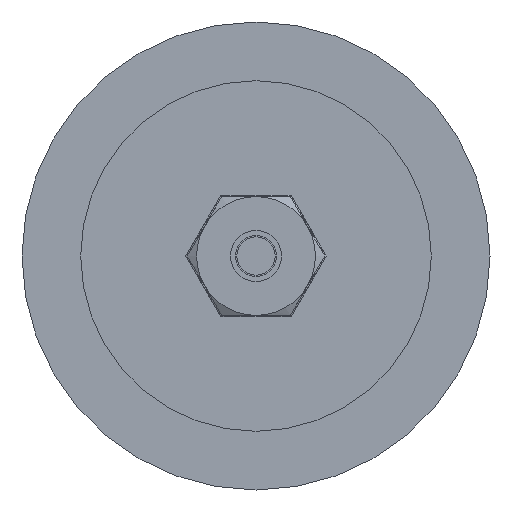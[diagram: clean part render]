
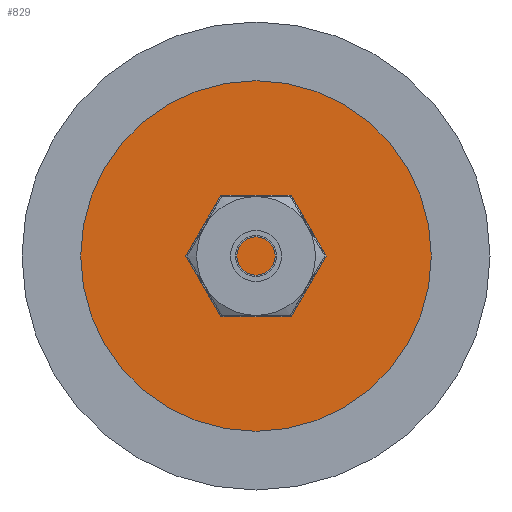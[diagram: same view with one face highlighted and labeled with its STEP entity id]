
A CAD part, front view. The second image highlights one B-rep face of the part: STEP entity #829.
In plain terms, the highlighted planar face has unit normal (0, -1, 0).
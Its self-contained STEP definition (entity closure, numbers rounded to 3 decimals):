
#129=PLANE('',#997);
#157=FACE_OUTER_BOUND('',#220,.T.);
#220=EDGE_LOOP('',(#592));
#339=CIRCLE('',#998,20.6);
#387=VERTEX_POINT('',#1385);
#462=EDGE_CURVE('',#387,#387,#339,.T.);
#592=ORIENTED_EDGE('',*,*,#462,.F.);
#829=ADVANCED_FACE('',(#157),#129,.T.);
#997=AXIS2_PLACEMENT_3D('',#1384,#1135,#1136);
#998=AXIS2_PLACEMENT_3D('',#1386,#1137,#1138);
#1135=DIRECTION('center_axis',(0.,-1.,0.));
#1136=DIRECTION('ref_axis',(0.,0.,-1.));
#1137=DIRECTION('center_axis',(0.,1.,0.));
#1138=DIRECTION('ref_axis',(1.,0.,0.));
#1384=CARTESIAN_POINT('Origin',(-20.6,2.5,0.));
#1385=CARTESIAN_POINT('',(20.6,2.5,0.));
#1386=CARTESIAN_POINT('Origin',(0.,2.5,0.));
